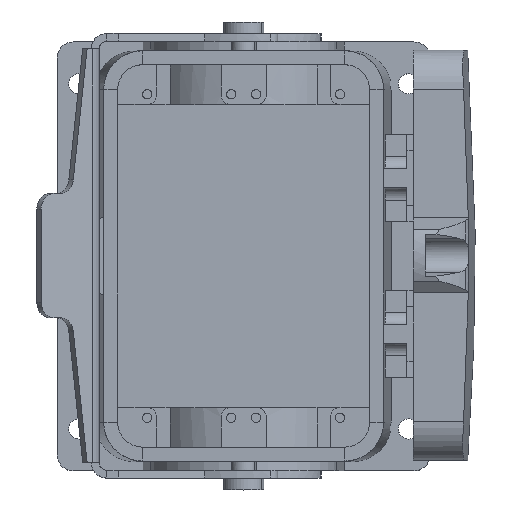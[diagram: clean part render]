
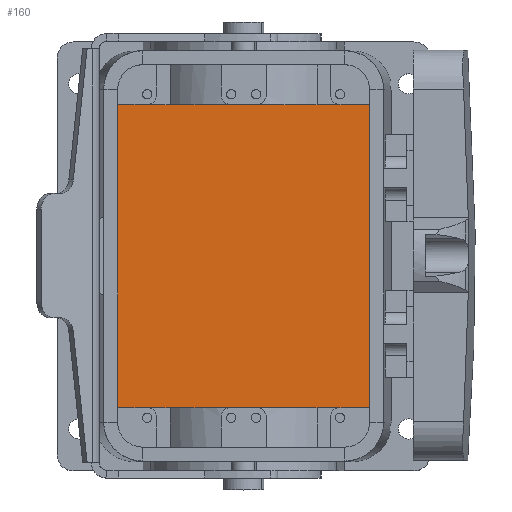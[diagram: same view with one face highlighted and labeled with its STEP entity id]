
A CAD part, top view. The second image highlights one B-rep face of the part: STEP entity #160.
In plain terms, the highlighted planar face has unit normal (0, 0, 1).
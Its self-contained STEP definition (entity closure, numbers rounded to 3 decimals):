
#124=AXIS2_PLACEMENT_3D('Plane Axis2P3D',#121,#122,#123) ;
#121=CARTESIAN_POINT('Axis2P3D Location',(66.5,75.25,5.5)) ;
#126=CARTESIAN_POINT('Line Origine',(66.5,124.,5.5)) ;
#130=CARTESIAN_POINT('Vertex',(107.,124.,5.5)) ;
#132=CARTESIAN_POINT('Vertex',(26.,124.,5.5)) ;
#135=CARTESIAN_POINT('Line Origine',(26.,75.25,5.5)) ;
#139=CARTESIAN_POINT('Vertex',(26.,26.5,5.5)) ;
#142=CARTESIAN_POINT('Line Origine',(66.5,26.5,5.5)) ;
#146=CARTESIAN_POINT('Vertex',(107.,26.5,5.5)) ;
#149=CARTESIAN_POINT('Line Origine',(107.,75.25,5.5)) ;
#122=DIRECTION('Axis2P3D Direction',(0.,-0.,1.)) ;
#123=DIRECTION('Axis2P3D XDirection',(0.,1.,0.)) ;
#127=DIRECTION('Vector Direction',(1.,0.,0.)) ;
#136=DIRECTION('Vector Direction',(0.,1.,0.)) ;
#143=DIRECTION('Vector Direction',(1.,0.,0.)) ;
#150=DIRECTION('Vector Direction',(0.,-1.,0.)) ;
#128=VECTOR('Line Direction',#127,1.) ;
#137=VECTOR('Line Direction',#136,1.) ;
#144=VECTOR('Line Direction',#143,1.) ;
#151=VECTOR('Line Direction',#150,1.) ;
#155=ORIENTED_EDGE('',*,*,#134,.T.) ;
#156=ORIENTED_EDGE('',*,*,#141,.T.) ;
#157=ORIENTED_EDGE('',*,*,#148,.F.) ;
#158=ORIENTED_EDGE('',*,*,#153,.T.) ;
#160=ADVANCED_FACE('Brep With Voids',(#159),#125,.T.) ;
#134=EDGE_CURVE('',#131,#133,#129,.F.) ;
#141=EDGE_CURVE('',#133,#140,#138,.F.) ;
#148=EDGE_CURVE('',#147,#140,#145,.F.) ;
#153=EDGE_CURVE('',#147,#131,#152,.F.) ;
#154=EDGE_LOOP('',(#155,#156,#157,#158)) ;
#159=FACE_OUTER_BOUND('',#154,.T.) ;
#129=LINE('Line',#126,#128) ;
#138=LINE('Line',#135,#137) ;
#145=LINE('Line',#142,#144) ;
#152=LINE('Line',#149,#151) ;
#125=PLANE('',#124) ;
#131=VERTEX_POINT('',#130) ;
#133=VERTEX_POINT('',#132) ;
#140=VERTEX_POINT('',#139) ;
#147=VERTEX_POINT('',#146) ;
